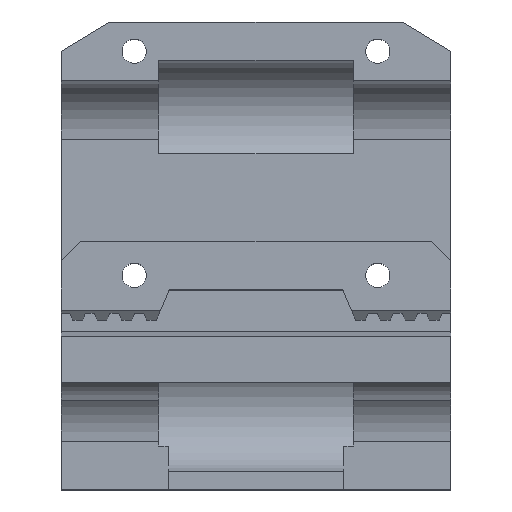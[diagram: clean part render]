
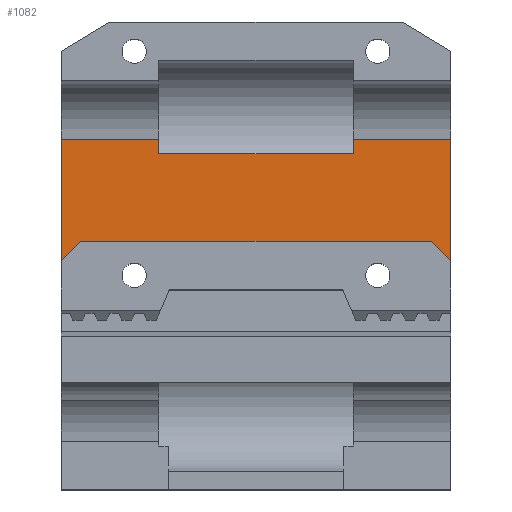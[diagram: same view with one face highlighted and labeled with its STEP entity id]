
A CAD part, top view. The second image highlights one B-rep face of the part: STEP entity #1082.
In plain terms, the highlighted planar face has unit normal (0, 0, 1).
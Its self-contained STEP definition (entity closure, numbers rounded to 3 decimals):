
#972 = EDGE_CURVE ( 'NONE', #987, #981, #2150, .T. ) ;
#981 = VERTEX_POINT ( 'NONE', #2143 ) ;
#987 = VERTEX_POINT ( 'NONE', #2189 ) ;
#1052 = VERTEX_POINT ( 'NONE', #2268 ) ;
#1053 = EDGE_CURVE ( 'NONE', #1063, #1055, #2320, .T. ) ;
#1054 = EDGE_CURVE ( 'NONE', #981, #1052, #2316, .T. ) ;
#1055 = VERTEX_POINT ( 'NONE', #2278 ) ;
#1058 = EDGE_CURVE ( 'NONE', #1063, #1064, #2303, .T. ) ;
#1059 = ORIENTED_EDGE ( 'NONE', *, *, #1058, .F. ) ;
#1061 = ORIENTED_EDGE ( 'NONE', *, *, #1053, .T. ) ;
#1062 = ORIENTED_EDGE ( 'NONE', *, *, #1054, .T. ) ;
#1063 = VERTEX_POINT ( 'NONE', #2308 ) ;
#1064 = VERTEX_POINT ( 'NONE', #2293 ) ;
#1065 = ORIENTED_EDGE ( 'NONE', *, *, #1096, .T. ) ;
#1068 = ORIENTED_EDGE ( 'NONE', *, *, #1086, .T. ) ;
#1069 = ORIENTED_EDGE ( 'NONE', *, *, #1070, .F. ) ;
#1070 = EDGE_CURVE ( 'NONE', #1087, #1088, #2292, .T. ) ;
#1071 = ORIENTED_EDGE ( 'NONE', *, *, #1140, .T. ) ;
#1072 = VERTEX_POINT ( 'NONE', #2294 ) ;
#1078 = EDGE_CURVE ( 'NONE', #1052, #1088, #2347, .T. ) ;
#1079 = ORIENTED_EDGE ( 'NONE', *, *, #1085, .T. ) ;
#1080 = VERTEX_POINT ( 'NONE', #2341 ) ;
#1081 = ORIENTED_EDGE ( 'NONE', *, *, #1078, .T. ) ;
#1082 = ADVANCED_FACE ( 'NONE', ( #2338 ), #2342, .T. ) ;
#1083 = EDGE_LOOP ( 'NONE', ( #1059, #1061, #1065, #1084, #1062, #1081, #1069, #1068, #1079, #1071 ) ) ;
#1084 = ORIENTED_EDGE ( 'NONE', *, *, #972, .T. ) ;
#1085 = EDGE_CURVE ( 'NONE', #1072, #1080, #2335, .T. ) ;
#1086 = EDGE_CURVE ( 'NONE', #1087, #1072, #2329, .T. ) ;
#1087 = VERTEX_POINT ( 'NONE', #2297 ) ;
#1088 = VERTEX_POINT ( 'NONE', #2336 ) ;
#1096 = EDGE_CURVE ( 'NONE', #1055, #987, #1844, .T. ) ;
#1140 = EDGE_CURVE ( 'NONE', #1080, #1064, #2350, .T. ) ;
#1283 = DIRECTION ( 'NONE',  ( 0., 1., 0. ) ) ;
#1844 = LINE ( 'NONE', #1848, #1849 ) ;
#1848 = CARTESIAN_POINT ( 'NONE',  ( 10., -10., 4. ) ) ;
#1849 = VECTOR ( 'NONE', #1283, 1000. ) ;
#2143 = CARTESIAN_POINT ( 'NONE',  ( 0., 26., 4. ) ) ;
#2146 = DIRECTION ( 'NONE',  ( -1., 0., 0. ) ) ;
#2147 = VECTOR ( 'NONE', #2146, 1000. ) ;
#2148 = CARTESIAN_POINT ( 'NONE',  ( 0., 26., 4. ) ) ;
#2150 = LINE ( 'NONE', #2148, #2147 ) ;
#2189 = CARTESIAN_POINT ( 'NONE',  ( 10., 26., 4. ) ) ;
#2268 = CARTESIAN_POINT ( 'NONE',  ( 0., 13.5, 4. ) ) ;
#2278 = CARTESIAN_POINT ( 'NONE',  ( 10., 24.506, 4. ) ) ;
#2291 = CARTESIAN_POINT ( 'NONE',  ( 40., 15.5, 4. ) ) ;
#2292 = LINE ( 'NONE', #2291, #2345 ) ;
#2293 = CARTESIAN_POINT ( 'NONE',  ( 30., 26., 4. ) ) ;
#2294 = CARTESIAN_POINT ( 'NONE',  ( 40., 13.5, 4. ) ) ;
#2297 = CARTESIAN_POINT ( 'NONE',  ( 38., 15.5, 4. ) ) ;
#2300 = DIRECTION ( 'NONE',  ( 0., 1., 0. ) ) ;
#2301 = VECTOR ( 'NONE', #2300, 1000. ) ;
#2302 = CARTESIAN_POINT ( 'NONE',  ( 30., -10., 4. ) ) ;
#2303 = LINE ( 'NONE', #2302, #2301 ) ;
#2308 = CARTESIAN_POINT ( 'NONE',  ( 30., 24.506, 4. ) ) ;
#2313 = DIRECTION ( 'NONE',  ( 0., -1., 0. ) ) ;
#2314 = VECTOR ( 'NONE', #2313, 1000. ) ;
#2315 = CARTESIAN_POINT ( 'NONE',  ( 0., -10., 4. ) ) ;
#2316 = LINE ( 'NONE', #2315, #2314 ) ;
#2317 = DIRECTION ( 'NONE',  ( -1., 0., 0. ) ) ;
#2318 = VECTOR ( 'NONE', #2317, 1000. ) ;
#2319 = CARTESIAN_POINT ( 'NONE',  ( 30., 24.506, 4. ) ) ;
#2320 = LINE ( 'NONE', #2319, #2318 ) ;
#2326 = DIRECTION ( 'NONE',  ( 0.707, -0.707, 0. ) ) ;
#2327 = VECTOR ( 'NONE', #2326, 1000. ) ;
#2328 = CARTESIAN_POINT ( 'NONE',  ( 40., 13.5, 4. ) ) ;
#2329 = LINE ( 'NONE', #2328, #2327 ) ;
#2330 = DIRECTION ( 'NONE',  ( 0., 1., 0. ) ) ;
#2331 = VECTOR ( 'NONE', #2330, 1000. ) ;
#2332 = DIRECTION ( 'NONE',  ( 1., 0., 0. ) ) ;
#2333 = DIRECTION ( 'NONE',  ( 0., 0., 1. ) ) ;
#2334 = CARTESIAN_POINT ( 'NONE',  ( 40., -10., 4. ) ) ;
#2335 = LINE ( 'NONE', #2334, #2331 ) ;
#2336 = CARTESIAN_POINT ( 'NONE',  ( 2., 15.5, 4. ) ) ;
#2337 = AXIS2_PLACEMENT_3D ( 'NONE', #2346, #2333, #2332 ) ;
#2338 = FACE_OUTER_BOUND ( 'NONE', #1083, .T. ) ;
#2339 = DIRECTION ( 'NONE',  ( 0.707, 0.707, 0. ) ) ;
#2340 = VECTOR ( 'NONE', #2339, 1000. ) ;
#2341 = CARTESIAN_POINT ( 'NONE',  ( 40., 26., 4. ) ) ;
#2342 = PLANE ( 'NONE',  #2337 ) ;
#2343 = CARTESIAN_POINT ( 'NONE',  ( 2., 15.5, 4. ) ) ;
#2344 = DIRECTION ( 'NONE',  ( -1., 0., 0. ) ) ;
#2345 = VECTOR ( 'NONE', #2344, 1000. ) ;
#2346 = CARTESIAN_POINT ( 'NONE',  ( 40., -10., 4. ) ) ;
#2347 = LINE ( 'NONE', #2343, #2340 ) ;
#2350 = LINE ( 'NONE', #2361, #2358 ) ;
#2357 = DIRECTION ( 'NONE',  ( -1., 0., 0. ) ) ;
#2358 = VECTOR ( 'NONE', #2357, 1000. ) ;
#2361 = CARTESIAN_POINT ( 'NONE',  ( 0., 26., 4. ) ) ;
